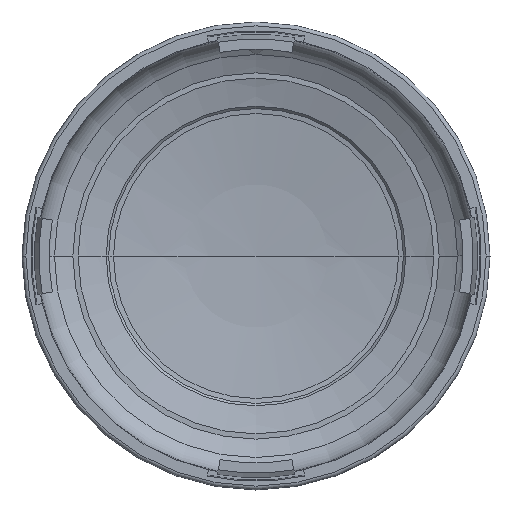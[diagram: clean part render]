
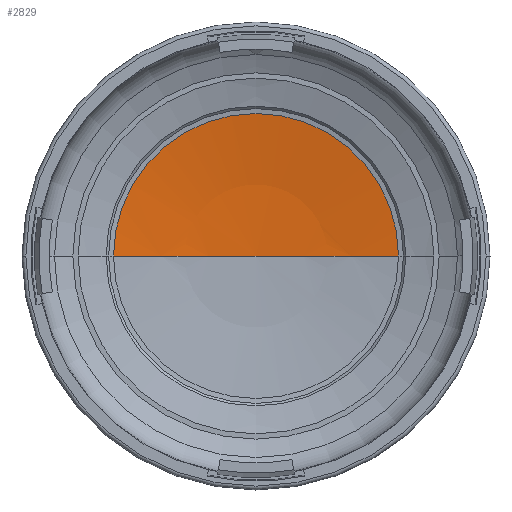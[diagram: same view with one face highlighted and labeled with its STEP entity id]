
A CAD part, front view. The second image highlights one B-rep face of the part: STEP entity #2829.
In plain terms, the highlighted spherical face has radius 50.101 mm.
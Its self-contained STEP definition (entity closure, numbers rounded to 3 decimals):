
#1067=CARTESIAN_POINT('',(0.,-15.001,0.));
#1068=DIRECTION('',(0.,0.,-1.));
#1069=DIRECTION('',(-0.152,0.988,0.));
#1070=AXIS2_PLACEMENT_3D('',#1067,#1068,#1069);
#1075=CARTESIAN_POINT('',(0.,34.519,0.));
#1076=DIRECTION('',(0.,1.,0.));
#1077=DIRECTION('',(-1.,0.,0.));
#1078=AXIS2_PLACEMENT_3D('',#1075,#1076,#1077);
#1083=CARTESIAN_POINT('',(0.,-15.001,0.));
#1084=DIRECTION('',(0.,0.,1.));
#1085=DIRECTION('',(0.152,0.988,0.));
#1086=AXIS2_PLACEMENT_3D('',#1083,#1084,#1085);
#1860=CARTESIAN_POINT('',(-7.611,34.519,0.));
#1861=VERTEX_POINT('',#1860);
#1862=CARTESIAN_POINT('',(0.,35.1,0.));
#1863=VERTEX_POINT('',#1862);
#1864=CARTESIAN_POINT('',(7.611,34.519,0.));
#1865=VERTEX_POINT('',#1864);
#2817=CARTESIAN_POINT('',(0.,-15.001,0.));
#2818=DIRECTION('',(0.,-1.,0.));
#2819=DIRECTION('',(-1.,0.,0.));
#2820=AXIS2_PLACEMENT_3D('',#2817,#2818,#2819);
#2821=SPHERICAL_SURFACE('',#2820,50.101);
#2823=ORIENTED_EDGE('',*,*,#2822,.F.);
#2824=ORIENTED_EDGE('',*,*,#2812,.T.);
#2826=ORIENTED_EDGE('',*,*,#2825,.T.);
#2827=EDGE_LOOP('',(#2823,#2824,#2826));
#2828=FACE_OUTER_BOUND('',#2827,.F.);
#2829=ADVANCED_FACE('',(#2828),#2821,.F.);
#1071=CIRCLE('',#1070,50.101);
#1079=CIRCLE('',#1078,7.611);
#1087=CIRCLE('',#1086,50.101);
#2812=EDGE_CURVE('',#1861,#1865,#1079,.T.);
#2822=EDGE_CURVE('',#1861,#1863,#1071,.T.);
#2825=EDGE_CURVE('',#1865,#1863,#1087,.T.);
